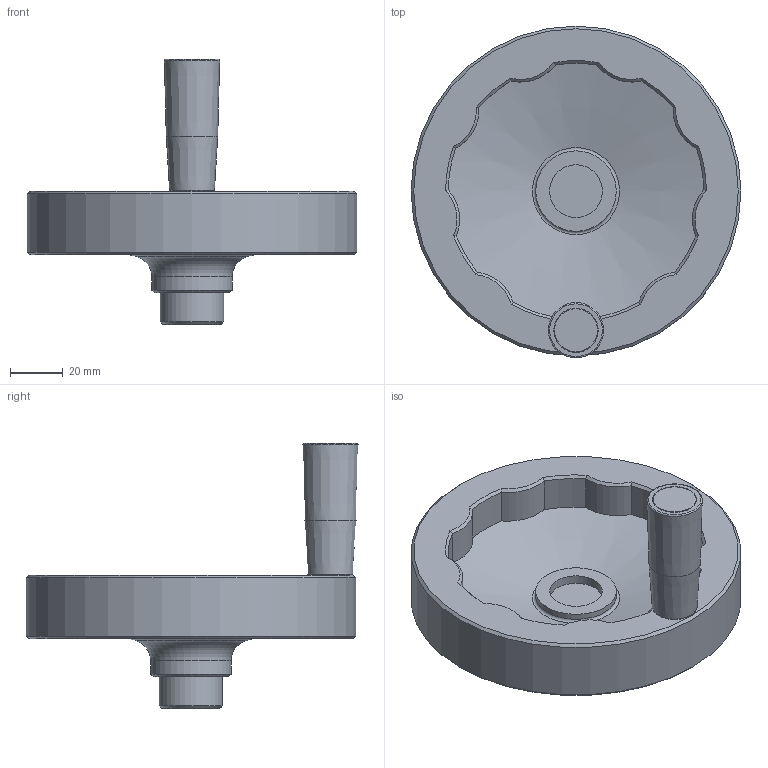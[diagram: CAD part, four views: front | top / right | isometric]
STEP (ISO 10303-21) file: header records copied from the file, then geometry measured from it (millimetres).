
FILE_DESCRIPTION( ( 'Unknown' ), '1' );
FILE_NAME( '6380010_SHA125_MEP.stp', 'Unknown', ( 'Unknown' ), ( 'Unknown' ), 'PSStep 11.0', 'Unknown', ' ' );
FILE_SCHEMA( ( 'AUTOMOTIVE_DESIGN { 1 0 10303 214 1 1 1 1 }' ) );
Length unit declared in the file: millimetre
Products named in the file (3): 6380010
Bounding box: 125 x 125.84 x 100.5 mm (x, y, z)
Volume: 142313.5 mm3; surface area: 63811.4 mm2
Topology: 3 solids, 6 shells, 186 faces, 445 edges, 279 vertices
Faces by surface type: plane 92, cylinder 47, cone 41, torus 6
Full cylindrical faces by diameter (mm): 3.1 x1, 4.8 x1, 4.917 x1, 5 x1, 5.1 x1, 6 x2, 8 x2, 9 x1, 12.85 x1, 16.7 x1, 16.78 x1, 20 x1, 24 x1, 30.5 x2, 115.6 x1, 125 x1
Entity records: 6668 total; most frequent: CARTESIAN_POINT 973, DIRECTION 938, ORIENTED_EDGE 772, AXIS2_PLACEMENT_3D 393, EDGE_CURVE 386, VERTEX_POINT 264, EDGE_LOOP 242, FACE_OUTER_BOUND 211
